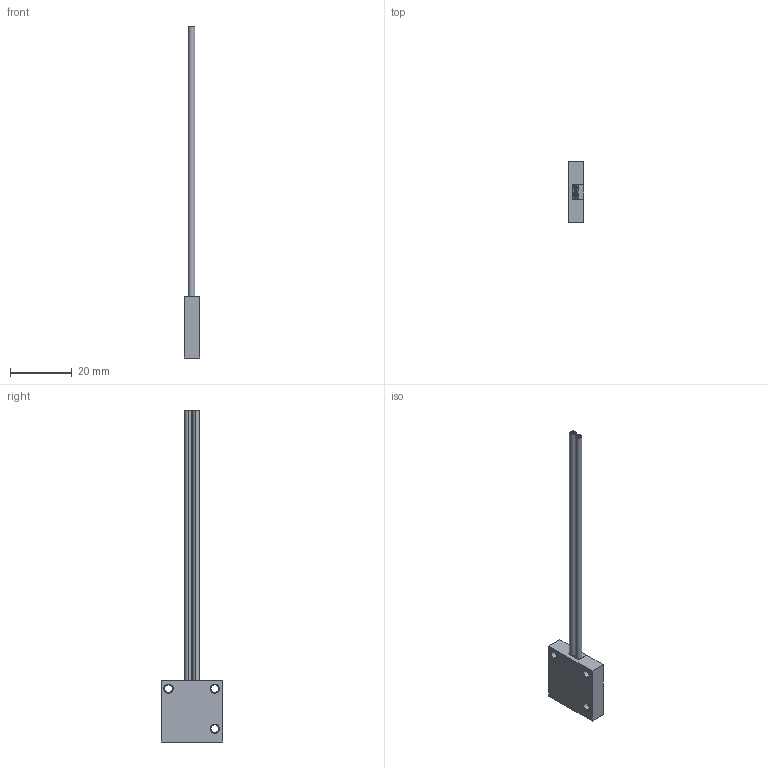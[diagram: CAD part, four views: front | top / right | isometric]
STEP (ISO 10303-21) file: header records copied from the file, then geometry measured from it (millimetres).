
FILE_DESCRIPTION((''),'2;1');
FILE_NAME('193952_ASM','2016-03-09T',('pdmadmin'),(''),'PRO/ENGINEER BY PARAMETRIC TECHNOLOGY CORPORATION, 2013230','PRO/ENGINEER BY PARAMETRIC TECHNOLOGY CORPORATION, 2013230','');
FILE_SCHEMA(('CONFIG_CONTROL_DESIGN'));
Length unit declared in the file: inch
Products named in the file (5): 66795; 10143; 70375_POTTING; 70375_ASM; 193952_ASM
Assembly tree (5 placements, depth 3):
  193952_ASM
    70375_ASM
      66795
      10143  x2
      70375_POTTING
Bounding box: 5.08 x 19.81 x 107.47 mm (x, y, z)
Volume: 2139.6 mm3; surface area: 6066.8 mm2
Topology: 18 solids, 21 shells, 274 faces, 670 edges, 446 vertices
Faces by surface type: cylinder 156, plane 118
Entity records: 6357 total; most frequent: DIRECTION 1184, CARTESIAN_POINT 1059, ORIENTED_EDGE 992, EDGE_CURVE 502, AXIS2_PLACEMENT_3D 475, VERTEX_POINT 334, EDGE_LOOP 272, CIRCLE 264
